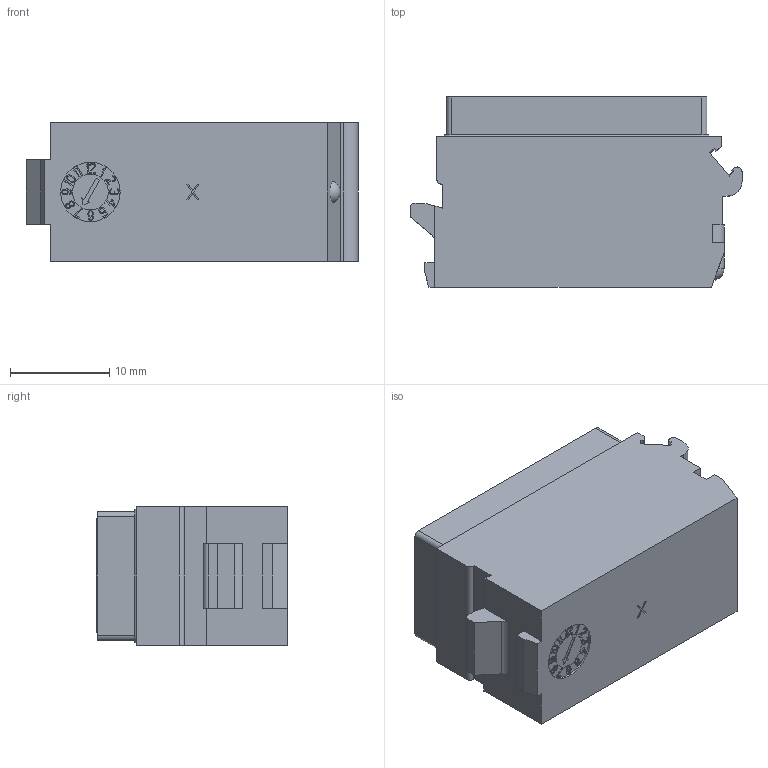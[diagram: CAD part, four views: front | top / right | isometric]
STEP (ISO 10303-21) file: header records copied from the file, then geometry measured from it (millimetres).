
FILE_DESCRIPTION((''),'2;1');
FILE_NAME('00175520702','2019-10-30T',('presta_be4'),(''),'CREO PARAMETRIC BY PTC INC, 2018360','CREO PARAMETRIC BY PTC INC, 2018360','');
FILE_SCHEMA(('CONFIG_CONTROL_DESIGN'));
Products named in the file (1): 00175520702
Bounding box: 33.5 x 19.25 x 14 mm (x, y, z)
Volume: 4699.2 mm3; surface area: 5460.4 mm2
Topology: 1 solids, 1 shells, 2159 faces, 5494 edges, 3418 vertices
Faces by surface type: plane 1266, torus 396, cylinder 308, cone 188, sphere 1
Entity records: 64410 total; most frequent: DIRECTION 11277, CARTESIAN_POINT 11188, ORIENTED_EDGE 10988, EDGE_CURVE 5494, VECTOR 4001, LINE 4001, AXIS2_PLACEMENT_3D 3638, VERTEX_POINT 3418
